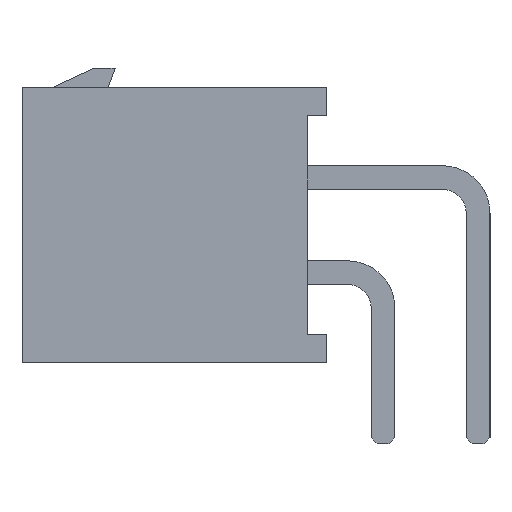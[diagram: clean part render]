
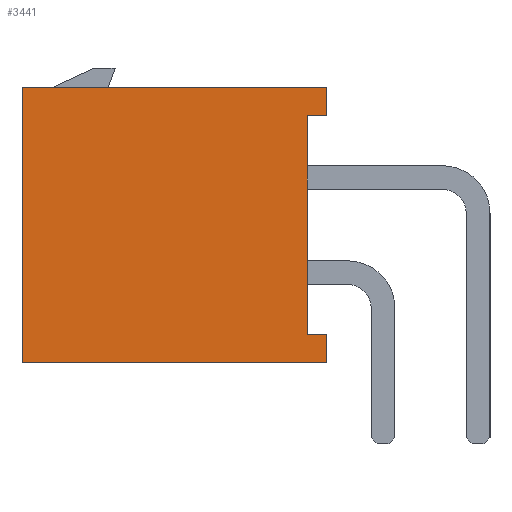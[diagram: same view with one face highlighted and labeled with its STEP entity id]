
A CAD part, left-side view. The second image highlights one B-rep face of the part: STEP entity #3441.
In plain terms, the highlighted planar face has unit normal (-1, 0, 0).
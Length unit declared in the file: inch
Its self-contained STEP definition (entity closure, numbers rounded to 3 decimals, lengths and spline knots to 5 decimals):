
#3441 = ADVANCED_FACE( '', ( #7304 ), #7305, .F. );
#7304 = FACE_OUTER_BOUND( '', #11574, .T. );
#7305 = PLANE( '', #11575 );
#11574 = EDGE_LOOP( '', ( #22615, #22616, #22617, #22618, #22619, #22620, #22621, #22622 ) );
#11575 = AXIS2_PLACEMENT_3D( '', #22623, #22624, #22625 );
#22615 = ORIENTED_EDGE( '', *, *, #27927, .F. );
#22616 = ORIENTED_EDGE( '', *, *, #30892, .F. );
#22617 = ORIENTED_EDGE( '', *, *, #31330, .F. );
#22618 = ORIENTED_EDGE( '', *, *, #27244, .F. );
#22619 = ORIENTED_EDGE( '', *, *, #31551, .F. );
#22620 = ORIENTED_EDGE( '', *, *, #31552, .F. );
#22621 = ORIENTED_EDGE( '', *, *, #29837, .F. );
#22622 = ORIENTED_EDGE( '', *, *, #28417, .F. );
#22623 = CARTESIAN_POINT( '', ( -1.28, 0., 0. ) );
#22624 = DIRECTION( '', ( 1., 0., 0. ) );
#22625 = DIRECTION( '', ( 0., 0., -1. ) );
#27244 = EDGE_CURVE( '', #33168, #33170, #33171, .T. );
#27927 = EDGE_CURVE( '', #34416, #34418, #34419, .T. );
#28417 = EDGE_CURVE( '', #34418, #35224, #35225, .T. );
#29837 = EDGE_CURVE( '', #35224, #37469, #37470, .T. );
#30892 = EDGE_CURVE( '', #38950, #34416, #38952, .T. );
#31330 = EDGE_CURVE( '', #33170, #38950, #39529, .T. );
#31551 = EDGE_CURVE( '', #39795, #33168, #39796, .T. );
#31552 = EDGE_CURVE( '', #37469, #39795, #39797, .T. );
#33168 = VERTEX_POINT( '', #41845 );
#33170 = VERTEX_POINT( '', #41848 );
#33171 = LINE( '', #41849, #41850 );
#34416 = VERTEX_POINT( '', #43697 );
#34418 = VERTEX_POINT( '', #43700 );
#34419 = LINE( '', #43701, #43702 );
#35224 = VERTEX_POINT( '', #44875 );
#35225 = LINE( '', #44876, #44877 );
#37469 = VERTEX_POINT( '', #48175 );
#37470 = LINE( '', #48176, #48177 );
#38950 = VERTEX_POINT( '', #50415 );
#38952 = LINE( '', #50418, #50419 );
#39529 = LINE( '', #51325, #51326 );
#39795 = VERTEX_POINT( '', #51716 );
#39796 = LINE( '', #51717, #51718 );
#39797 = LINE( '', #51719, #51720 );
#41845 = CARTESIAN_POINT( '', ( -1.28, 0.02, -0.115 ) );
#41848 = CARTESIAN_POINT( '', ( -1.28, 0., -0.115 ) );
#41849 = CARTESIAN_POINT( '', ( -1.28, 0.02, -0.115 ) );
#41850 = VECTOR( '', #53386, 39.37008 );
#43697 = CARTESIAN_POINT( '', ( -1.28, 0.32, -0.145 ) );
#43700 = CARTESIAN_POINT( '', ( -1.28, 0.32, 0.145 ) );
#43701 = CARTESIAN_POINT( '', ( -1.28, 0.32, -0.145 ) );
#43702 = VECTOR( '', #54026, 39.37008 );
#44875 = CARTESIAN_POINT( '', ( -1.28, 0., 0.145 ) );
#44876 = CARTESIAN_POINT( '', ( -1.28, 0.32, 0.145 ) );
#44877 = VECTOR( '', #54458, 39.37008 );
#48175 = CARTESIAN_POINT( '', ( -1.28, 0., 0.115 ) );
#48176 = CARTESIAN_POINT( '', ( -1.28, 0., 0.145 ) );
#48177 = VECTOR( '', #55717, 39.37008 );
#50415 = CARTESIAN_POINT( '', ( -1.28, 0., -0.145 ) );
#50418 = CARTESIAN_POINT( '', ( -1.28, 0., -0.145 ) );
#50419 = VECTOR( '', #56570, 39.37008 );
#51325 = CARTESIAN_POINT( '', ( -1.28, 0., -0.115 ) );
#51326 = VECTOR( '', #56930, 39.37008 );
#51716 = CARTESIAN_POINT( '', ( -1.28, 0.02, 0.115 ) );
#51717 = CARTESIAN_POINT( '', ( -1.28, 0.02, 0.115 ) );
#51718 = VECTOR( '', #57079, 39.37008 );
#51719 = CARTESIAN_POINT( '', ( -1.28, 0., 0.115 ) );
#51720 = VECTOR( '', #57080, 39.37008 );
#53386 = DIRECTION( '', ( 0., -1., 0. ) );
#54026 = DIRECTION( '', ( 0., 0., 1. ) );
#54458 = DIRECTION( '', ( 0., -1., 0. ) );
#55717 = DIRECTION( '', ( 0., 0., -1. ) );
#56570 = DIRECTION( '', ( 0., 1., 0. ) );
#56930 = DIRECTION( '', ( 0., 0., -1. ) );
#57079 = DIRECTION( '', ( 0., 0., -1. ) );
#57080 = DIRECTION( '', ( 0., 1., 0. ) );
